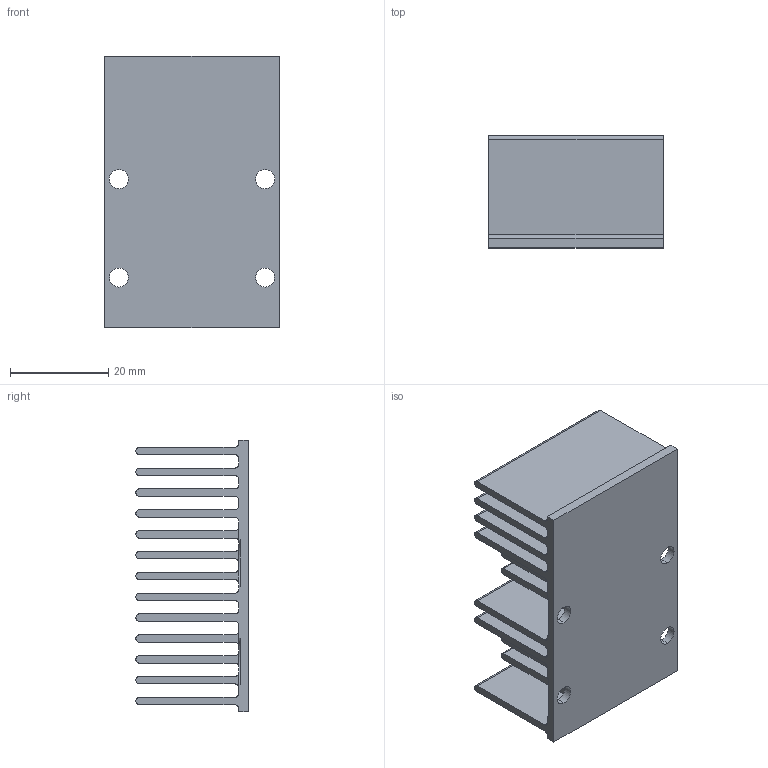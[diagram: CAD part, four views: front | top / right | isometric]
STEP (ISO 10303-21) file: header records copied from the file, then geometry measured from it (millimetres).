
FILE_DESCRIPTION (( 'STEP AP203' ), '1' );
FILE_NAME ('43808-04.STEP', '2016-05-04T14:38:36', ( 'Vicor User' ), ( 'Microsoft' ), 'SwSTEP 2.0', 'SolidWorks 2015', '' );
FILE_SCHEMA (( 'CONFIG_CONTROL_DESIGN' ));
Length unit declared in the file: millimetre
Products named in the file (2): Copy of 42596^43756; 43808-04
Assembly tree (1 placements, depth 2):
  43808-04
    Copy of 42596^43756
Bounding box: 35.56 x 22.86 x 55.25 mm (x, y, z)
Volume: 15425.6 mm3; surface area: 20136.8 mm2
Topology: 1 solids, 1 shells, 115 faces, 322 edges, 214 vertices
Faces by surface type: plane 64, cylinder 51
Entity records: 3936 total; most frequent: DIRECTION 664, CARTESIAN_POINT 655, ORIENTED_EDGE 644, EDGE_CURVE 322, AXIS2_PLACEMENT_3D 223, LINE 218, VECTOR 218, VERTEX_POINT 214
